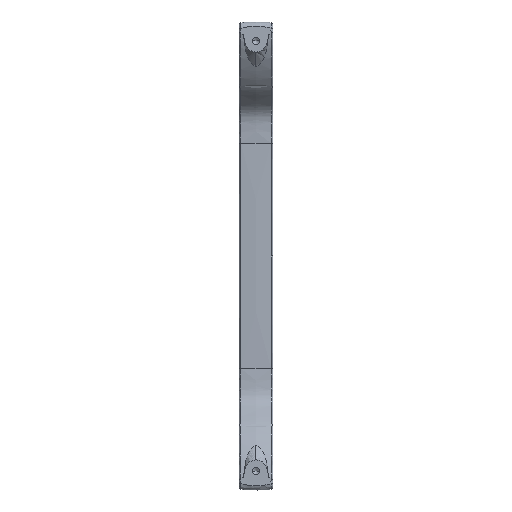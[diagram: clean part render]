
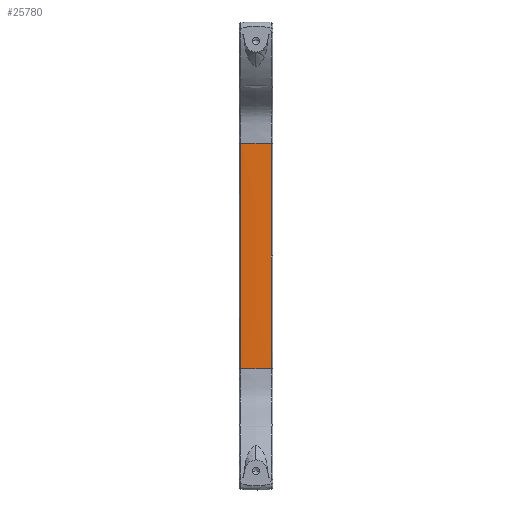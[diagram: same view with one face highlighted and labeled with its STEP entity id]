
A CAD part, front view. The second image highlights one B-rep face of the part: STEP entity #25780.
In plain terms, the highlighted face is a extrusion surface.
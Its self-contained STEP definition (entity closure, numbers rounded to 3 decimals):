
#24950=CARTESIAN_POINT('',(126.001,32.666,
50.248));
#24960=CARTESIAN_POINT('',(89.,29.969,
50.248));
#24970=CARTESIAN_POINT('',(52.,27.271,
50.248));
#24980=CARTESIAN_POINT('',(13.929,24.496,
50.248));
#24990=CARTESIAN_POINT('',(11.198,24.276,
50.248));
#25000=CARTESIAN_POINT('',(7.5,24.276,
50.248));
#25010=CARTESIAN_POINT('',(3.802,24.276,
50.248));
#25020=CARTESIAN_POINT('',(1.071,24.496,
50.248));
#25030=CARTESIAN_POINT('',(-37.,27.271,
50.248));
#25040=CARTESIAN_POINT('',(-74.,29.969,
50.248));
#25050=CARTESIAN_POINT('',(-111.001,32.666,
50.248));
#25060=B_SPLINE_CURVE_WITH_KNOTS('',3,(#24950,#24960,#24970,#24980,
#24990,#25000,#25010,#25020,#25030,#25040,#25050),.UNSPECIFIED.,.F.,.F.,
(4,2,3,2,4),(-259.385,0.,7.507,15.015,
274.399),.UNSPECIFIED.);
#25070=DIRECTION('',(0.,0.,-1.));
#25080=VECTOR('',#25070,1.);
#25090=SURFACE_OF_LINEAR_EXTRUSION('',#25060,#25080);
#25100=CARTESIAN_POINT('',(126.001,32.666,
50.248));
#25110=CARTESIAN_POINT('',(89.,29.969,
50.248));
#25120=CARTESIAN_POINT('',(52.,27.271,
50.248));
#25130=CARTESIAN_POINT('',(13.929,24.496,
50.248));
#25140=CARTESIAN_POINT('',(11.198,24.276,
50.248));
#25150=CARTESIAN_POINT('',(7.5,24.276,
50.248));
#25160=CARTESIAN_POINT('',(3.802,24.276,
50.248));
#25170=CARTESIAN_POINT('',(1.071,24.496,
50.248));
#25180=CARTESIAN_POINT('',(-37.,27.271,
50.248));
#25190=CARTESIAN_POINT('',(-74.,29.969,
50.248));
#25200=CARTESIAN_POINT('',(-111.001,32.666,
50.248));
#25210=B_SPLINE_CURVE_WITH_KNOTS('',3,(#25100,#25110,#25120,#25130,
#25140,#25150,#25160,#25170,#25180,#25190,#25200),.UNSPECIFIED.,.F.,.F.,
(4,2,3,2,4),(-259.385,0.,7.507,15.015,
274.399),.UNSPECIFIED.);
#25220=CARTESIAN_POINT('',(14.244,24.518,
50.248));
#25230=VERTEX_POINT('',#25220);
#25240=CARTESIAN_POINT('',(0.756,24.519,
50.248));
#25250=VERTEX_POINT('',#25240);
#25260=EDGE_CURVE('',#25230,#25250,#25210,.T.);
#25270=ORIENTED_EDGE('',*,*,#25260,.T.);
#25280=CARTESIAN_POINT('',(14.244,24.518,
50.248));
#25290=CARTESIAN_POINT('',(14.244,24.518,
50.211));
#25300=CARTESIAN_POINT('',(14.244,24.518,
50.174));
#25310=CARTESIAN_POINT('',(14.244,24.518,
41.8));
#25320=CARTESIAN_POINT('',(14.244,24.518,
33.462));
#25330=CARTESIAN_POINT('',(14.244,24.518,
16.483));
#25340=CARTESIAN_POINT('',(14.244,24.518,
7.841));
#25350=CARTESIAN_POINT('',(14.244,24.518,
-0.8));
#25360=B_SPLINE_CURVE_WITH_KNOTS('',3,(#25280,#25290,#25300,#25310,
#25320,#25330,#25340,#25350),.UNSPECIFIED.,.F.,.F.,(4,2,2,4),(0.,
0.11,25.124,51.048),.UNSPECIFIED.);
#25370=CARTESIAN_POINT('',(14.244,24.518,
0.));
#25380=VERTEX_POINT('',#25370);
#25390=EDGE_CURVE('',#25230,#25380,#25360,.T.);
#25400=ORIENTED_EDGE('',*,*,#25390,.F.);
#25410=CARTESIAN_POINT('',(14.244,24.518,
-50.248));
#25420=CARTESIAN_POINT('',(14.244,24.518,
-50.211));
#25430=CARTESIAN_POINT('',(14.244,24.518,
-50.174));
#25440=CARTESIAN_POINT('',(14.244,24.518,
-41.8));
#25450=CARTESIAN_POINT('',(14.244,24.518,
-33.462));
#25460=CARTESIAN_POINT('',(14.244,24.518,
-16.483));
#25470=CARTESIAN_POINT('',(14.244,24.518,
-7.841));
#25480=CARTESIAN_POINT('',(14.244,24.518,
0.8));
#25490=B_SPLINE_CURVE_WITH_KNOTS('',3,(#25410,#25420,#25430,#25440,
#25450,#25460,#25470,#25480),.UNSPECIFIED.,.F.,.F.,(4,2,2,4),(0.,
0.11,25.124,51.048),.UNSPECIFIED.);
#25500=CARTESIAN_POINT('',(14.244,24.518,
-50.248));
#25510=VERTEX_POINT('',#25500);
#25520=EDGE_CURVE('',#25510,#25380,#25490,.T.);
#25530=ORIENTED_EDGE('',*,*,#25520,.T.);
#25540=CARTESIAN_POINT('',(126.001,32.666,
-50.248));
#25550=CARTESIAN_POINT('',(89.,29.969,
-50.248));
#25560=CARTESIAN_POINT('',(52.,27.271,
-50.248));
#25570=CARTESIAN_POINT('',(13.929,24.496,
-50.248));
#25580=CARTESIAN_POINT('',(11.198,24.276,
-50.248));
#25590=CARTESIAN_POINT('',(7.5,24.276,
-50.248));
#25600=CARTESIAN_POINT('',(3.802,24.276,
-50.248));
#25610=CARTESIAN_POINT('',(1.071,24.496,
-50.248));
#25620=CARTESIAN_POINT('',(-37.,27.271,
-50.248));
#25630=CARTESIAN_POINT('',(-74.,29.969,
-50.248));
#25640=CARTESIAN_POINT('',(-111.001,32.666,
-50.248));
#25650=B_SPLINE_CURVE_WITH_KNOTS('',3,(#25540,#25550,#25560,#25570,
#25580,#25590,#25600,#25610,#25620,#25630,#25640),.UNSPECIFIED.,.F.,.F.,
(4,2,3,2,4),(-259.385,0.,7.507,15.015,
274.399),.UNSPECIFIED.);
#25660=CARTESIAN_POINT('',(0.756,24.519,
-50.248));
#25670=VERTEX_POINT('',#25660);
#25680=EDGE_CURVE('',#25510,#25670,#25650,.T.);
#25690=ORIENTED_EDGE('',*,*,#25680,.F.);
#25700=CARTESIAN_POINT('',(0.756,24.518,
-50.248));
#25710=DIRECTION('',(0.,0.,1.));
#25720=VECTOR('',#25710,1.);
#25730=LINE('',#25700,#25720);
#25740=EDGE_CURVE('',#25670,#25250,#25730,.T.);
#25750=ORIENTED_EDGE('',*,*,#25740,.F.);
#25760=EDGE_LOOP('',(#25750,#25690,#25530,#25400,#25270));
#25770=FACE_OUTER_BOUND('',#25760,.T.);
#25780=ADVANCED_FACE('',(#25770),#25090,.T.);
